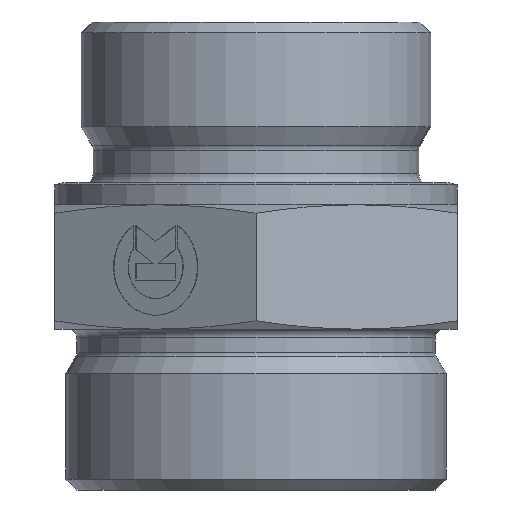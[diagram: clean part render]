
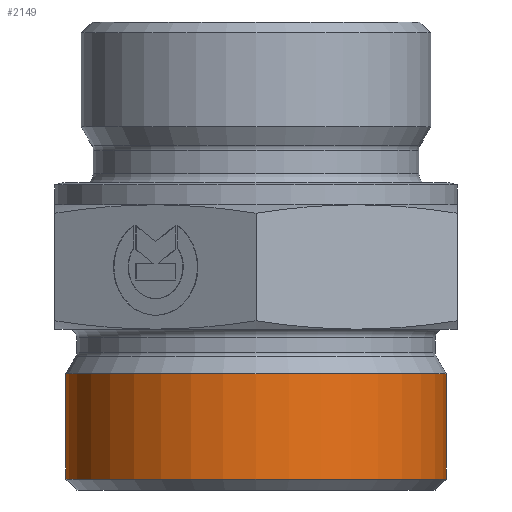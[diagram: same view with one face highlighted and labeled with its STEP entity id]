
A CAD part, front view. The second image highlights one B-rep face of the part: STEP entity #2149.
In plain terms, the highlighted cylindrical face has radius 26 mm (diameter 52 mm), a full revolution.
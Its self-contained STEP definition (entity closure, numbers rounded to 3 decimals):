
#2058=CARTESIAN_POINT('',(13.,22.517,15.902));
#2059=VERTEX_POINT('',#2058);
#2060=CARTESIAN_POINT('',(0.0,0.0,15.902));
#2061=DIRECTION('',(0.0,0.0,-1.0));
#2062=DIRECTION('',(1.0,0.0,0.0));
#2063=AXIS2_PLACEMENT_3D('',#2060,#2061,#2062);
#2064=CIRCLE('',#2063,26.);
#2065=EDGE_CURVE('',#2059,#2059,#2064,.T.);
#2115=CARTESIAN_POINT('',(-26.,0.,1.5));
#2116=VERTEX_POINT('',#2115);
#2117=CARTESIAN_POINT('',(0.0,0.0,1.5));
#2118=DIRECTION('',(0.0,0.0,-1.0));
#2119=DIRECTION('',(1.0,0.0,0.0));
#2120=AXIS2_PLACEMENT_3D('',#2117,#2118,#2119);
#2121=CIRCLE('',#2120,26.);
#2122=EDGE_CURVE('',#2116,#2116,#2121,.T.);
#2138=CARTESIAN_POINT('',(0.0,0.0,0.0));
#2139=DIRECTION('',(0.0,0.0,1.0));
#2140=DIRECTION('',(1.0,0.0,0.0));
#2141=AXIS2_PLACEMENT_3D('',#2138,#2139,#2140);
#2142=CYLINDRICAL_SURFACE('',#2141,26.);
#2143=ORIENTED_EDGE('',*,*,#2065,.T.);
#2144=EDGE_LOOP('',(#2143));
#2145=FACE_OUTER_BOUND('',#2144,.T.);
#2146=ORIENTED_EDGE('',*,*,#2122,.F.);
#2147=EDGE_LOOP('',(#2146));
#2148=FACE_BOUND('',#2147,.T.);
#2149=ADVANCED_FACE('',(#2145,#2148),#2142,.T.);
